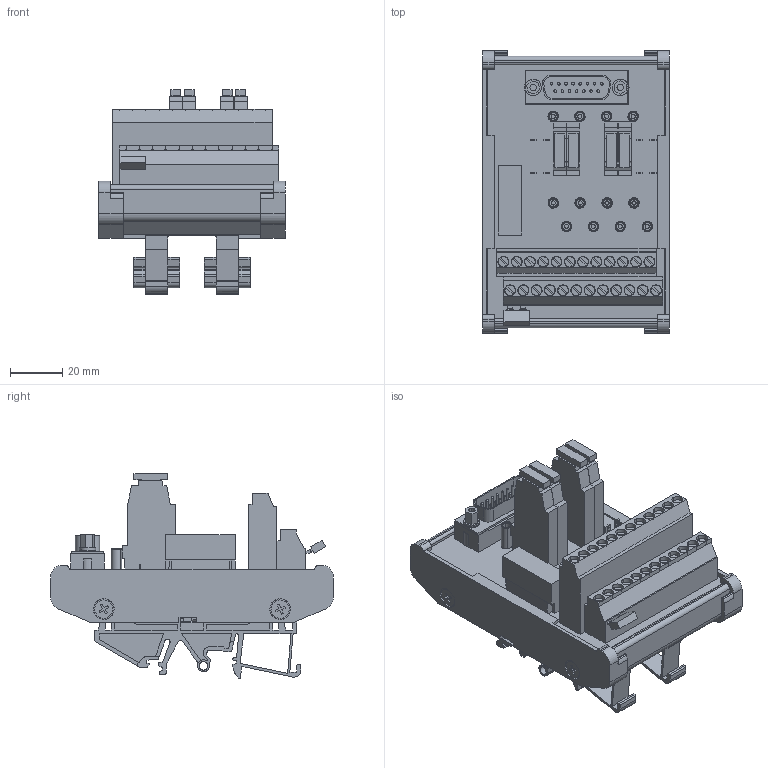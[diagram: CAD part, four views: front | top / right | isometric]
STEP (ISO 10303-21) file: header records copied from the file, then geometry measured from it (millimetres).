
FILE_DESCRIPTION(('CATIA V5R22 STEP214','CAx-IF Rec.Pracs.--- Model Styling and Organization---1.4--- 2014-01-23'),'2;1');
FILE_NAME ('034106-1_0', '2021-11-03T11:13:41+00:00', ('Weidmueller Interface'), ('Weidmueller'), 'CATIA Version 5-6 Release 2016 SP3 HF44', 'CATIA V5 STEP AP214', 'none');
FILE_SCHEMA(('AUTOMOTIVE_DESIGN { 1 0 10303 214 1 1 1 1 }'));
Products named in the file (1): 9448100000_RS 4AIO I-M-DP SD S
Bounding box: 71.5 x 108.2 x 78.45 mm (x, y, z)
Volume: 110161.2 mm3; surface area: 88200.2 mm2
Topology: 1 solids, 3 shells, 2043 faces, 6063 edges, 4109 vertices
Faces by surface type: plane 1267, cylinder 776
Entity records: 77038 total; most frequent: CARTESIAN_POINT 21208, ORIENTED_EDGE 12126, DIRECTION 9367, EDGE_CURVE 6063, VERTEX_POINT 4109, VECTOR 3990, LINE 3990, AXIS2_PLACEMENT_3D 3335
